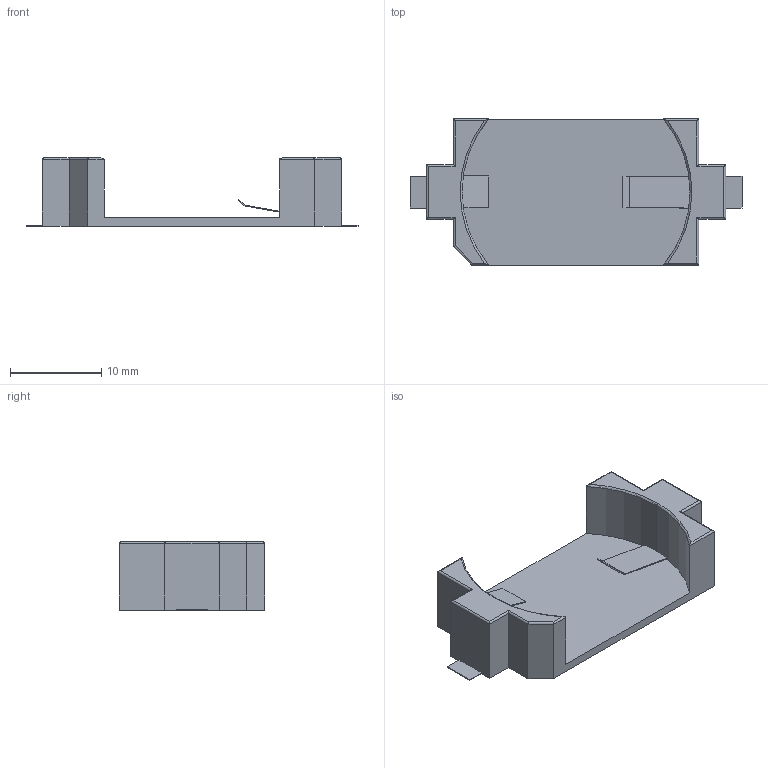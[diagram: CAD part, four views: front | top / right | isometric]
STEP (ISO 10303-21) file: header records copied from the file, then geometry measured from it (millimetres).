
FILE_DESCRIPTION(('FreeCAD Model'),'2;1');
FILE_NAME('Keystone-1052.step' ,'2020-04-03T13:04:23',('Author'),(''), 'Open CASCADE STEP processor 7.3','FreeCAD','Unknown');
FILE_SCHEMA(('AUTOMOTIVE_DESIGN { 1 0 10303 214 1 1 1 1 }'));
Length unit declared in the file: millimetre
Products named in the file (3): Anode; Body; Kathode
Bounding box: 36.4 x 16 x 7.47 mm (x, y, z)
Volume: 1072.1 mm3; surface area: 1967.4 mm2
Topology: 3 solids, 3 shells, 72 faces, 180 edges, 114 vertices
Faces by surface type: plane 51, cylinder 18, torus 3
Entity records: 4894 total; most frequent: CARTESIAN_POINT 1205, DIRECTION 668, LINE 473, VECTOR 473, ORIENTED_EDGE 360, PCURVE 360, DEFINITIONAL_REPRESENTATION 360, EDGE_CURVE 180
